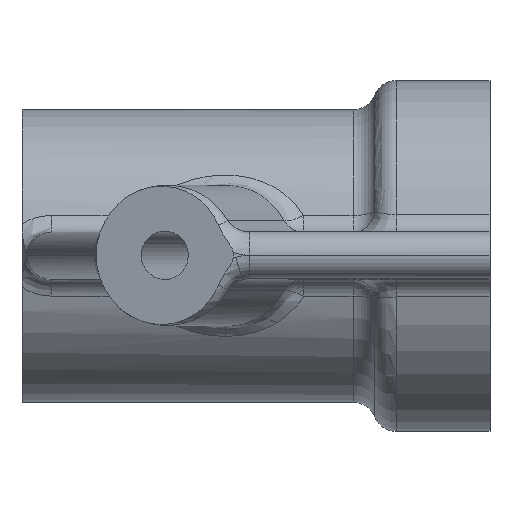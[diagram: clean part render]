
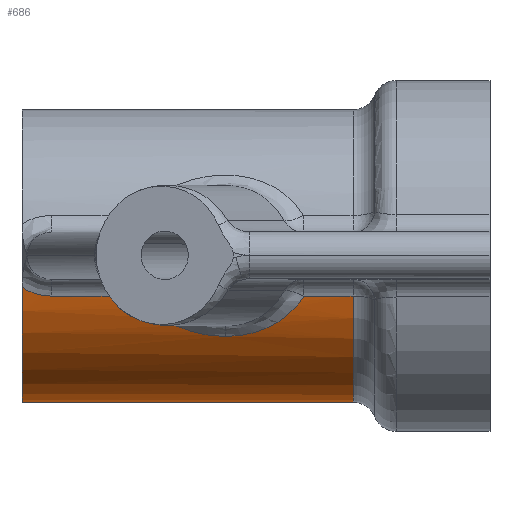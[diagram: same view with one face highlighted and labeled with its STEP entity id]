
A CAD part, top view. The second image highlights one B-rep face of the part: STEP entity #686.
In plain terms, the highlighted cylindrical face has radius 12.5 mm (diameter 25 mm), a partial arc.
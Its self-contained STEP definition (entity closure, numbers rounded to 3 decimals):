
#353=CARTESIAN_POINT('Line Origine',(-15.773,-3.448,12.015)) ;
#357=CARTESIAN_POINT('Vertex',(-10.922,-3.448,12.015)) ;
#359=CARTESIAN_POINT('Vertex',(-6.708,-3.448,12.015)) ;
#616=CARTESIAN_POINT('Axis2P3D Location',(-15.,0.,0.)) ;
#621=CARTESIAN_POINT('Axis2P3D Location',(-35.,0.,0.)) ;
#625=CARTESIAN_POINT('Vertex',(-35.,-12.5,0.)) ;
#627=CARTESIAN_POINT('Vertex',(-35.,-2.692,12.207)) ;
#630=CARTESIAN_POINT('Line Origine',(-15.,-12.5,0.)) ;
#634=CARTESIAN_POINT('Vertex',(-6.708,-12.5,0.)) ;
#637=CARTESIAN_POINT('Axis2P3D Location',(-6.708,0.,0.)) ;
#643=CARTESIAN_POINT('Control Point',(-17.605,-6.897,10.425)) ;
#644=CARTESIAN_POINT('Control Point',(-15.974,-6.897,10.425)) ;
#645=CARTESIAN_POINT('Control Point',(-14.317,-6.557,10.65)) ;
#646=CARTESIAN_POINT('Control Point',(-12.866,-5.806,11.151)) ;
#647=CARTESIAN_POINT('Control Point',(-11.714,-4.748,11.642)) ;
#648=CARTESIAN_POINT('Control Point',(-10.922,-3.448,12.015)) ;
#649=CARTESIAN_POINT('Vertex',(-17.605,-6.897,10.425)) ;
#653=CARTESIAN_POINT('Control Point',(-17.605,-6.897,10.425)) ;
#654=CARTESIAN_POINT('Control Point',(-19.408,-6.897,10.425)) ;
#655=CARTESIAN_POINT('Control Point',(-21.192,-6.473,10.709)) ;
#656=CARTESIAN_POINT('Control Point',(-22.731,-5.772,11.153)) ;
#657=CARTESIAN_POINT('Control Point',(-24.144,-4.775,11.634)) ;
#658=CARTESIAN_POINT('Control Point',(-25.161,-3.448,12.015)) ;
#659=CARTESIAN_POINT('Vertex',(-25.161,-3.448,12.015)) ;
#662=CARTESIAN_POINT('Line Origine',(-15.,-3.448,12.015)) ;
#666=CARTESIAN_POINT('Vertex',(-32.449,-3.448,12.015)) ;
#670=CARTESIAN_POINT('Control Point',(-32.449,-3.448,12.015)) ;
#671=CARTESIAN_POINT('Control Point',(-33.121,-3.448,12.015)) ;
#672=CARTESIAN_POINT('Control Point',(-33.799,-3.332,12.048)) ;
#673=CARTESIAN_POINT('Control Point',(-34.447,-3.077,12.122)) ;
#674=CARTESIAN_POINT('Control Point',(-35.,-2.692,12.207)) ;
#354=DIRECTION('Vector Direction',(-1.,0.,0.)) ;
#617=DIRECTION('Axis2P3D Direction',(-1.,-0.,0.)) ;
#618=DIRECTION('Axis2P3D XDirection',(0.,-1.,0.)) ;
#622=DIRECTION('Axis2P3D Direction',(-1.,-0.,0.)) ;
#631=DIRECTION('Vector Direction',(-1.,0.,0.)) ;
#638=DIRECTION('Axis2P3D Direction',(-1.,-0.,0.)) ;
#663=DIRECTION('Vector Direction',(-1.,0.,0.)) ;
#619=AXIS2_PLACEMENT_3D('Cylinder Axis2P3D',#616,#617,#618) ;
#623=AXIS2_PLACEMENT_3D('Circle Axis2P3D',#621,#622,$) ;
#639=AXIS2_PLACEMENT_3D('Circle Axis2P3D',#637,#638,$) ;
#677=ORIENTED_EDGE('',*,*,#629,.F.) ;
#678=ORIENTED_EDGE('',*,*,#636,.F.) ;
#679=ORIENTED_EDGE('',*,*,#641,.F.) ;
#680=ORIENTED_EDGE('',*,*,#361,.F.) ;
#681=ORIENTED_EDGE('',*,*,#651,.F.) ;
#682=ORIENTED_EDGE('',*,*,#661,.F.) ;
#683=ORIENTED_EDGE('',*,*,#668,.F.) ;
#684=ORIENTED_EDGE('',*,*,#675,.F.) ;
#355=VECTOR('Line Direction',#354,1.) ;
#632=VECTOR('Line Direction',#631,1.) ;
#664=VECTOR('Line Direction',#663,1.) ;
#686=ADVANCED_FACE('Corps principal',(#685),#620,.T.) ;
#642=B_SPLINE_CURVE_WITH_KNOTS('',5,(#643,#644,#645,#646,#647,#648),.UNSPECIFIED.,.F.,.U.,(6,6),(0.,10.267),.UNSPECIFIED.) ;
#652=B_SPLINE_CURVE_WITH_KNOTS('',5,(#653,#654,#655,#656,#657,#658),.UNSPECIFIED.,.F.,.U.,(6,6),(0.,11.352),.UNSPECIFIED.) ;
#669=B_SPLINE_CURVE_WITH_KNOTS('',4,(#670,#671,#672,#673,#674),.UNSPECIFIED.,.F.,.U.,(5,5),(10.559,13.642),.UNSPECIFIED.) ;
#624=CIRCLE('generated circle',#623,12.5) ;
#640=CIRCLE('generated circle',#639,12.5) ;
#620=CYLINDRICAL_SURFACE('generated cylinder',#619,12.5) ;
#361=EDGE_CURVE('',#358,#360,#356,.F.) ;
#629=EDGE_CURVE('',#626,#628,#624,.T.) ;
#636=EDGE_CURVE('',#635,#626,#633,.T.) ;
#641=EDGE_CURVE('',#360,#635,#640,.F.) ;
#651=EDGE_CURVE('',#650,#358,#642,.T.) ;
#661=EDGE_CURVE('',#660,#650,#652,.F.) ;
#668=EDGE_CURVE('',#667,#660,#665,.F.) ;
#675=EDGE_CURVE('',#628,#667,#669,.F.) ;
#676=EDGE_LOOP('',(#677,#678,#679,#680,#681,#682,#683,#684)) ;
#685=FACE_OUTER_BOUND('',#676,.T.) ;
#356=LINE('Line',#353,#355) ;
#633=LINE('Line',#630,#632) ;
#665=LINE('Line',#662,#664) ;
#358=VERTEX_POINT('',#357) ;
#360=VERTEX_POINT('',#359) ;
#626=VERTEX_POINT('',#625) ;
#628=VERTEX_POINT('',#627) ;
#635=VERTEX_POINT('',#634) ;
#650=VERTEX_POINT('',#649) ;
#660=VERTEX_POINT('',#659) ;
#667=VERTEX_POINT('',#666) ;
